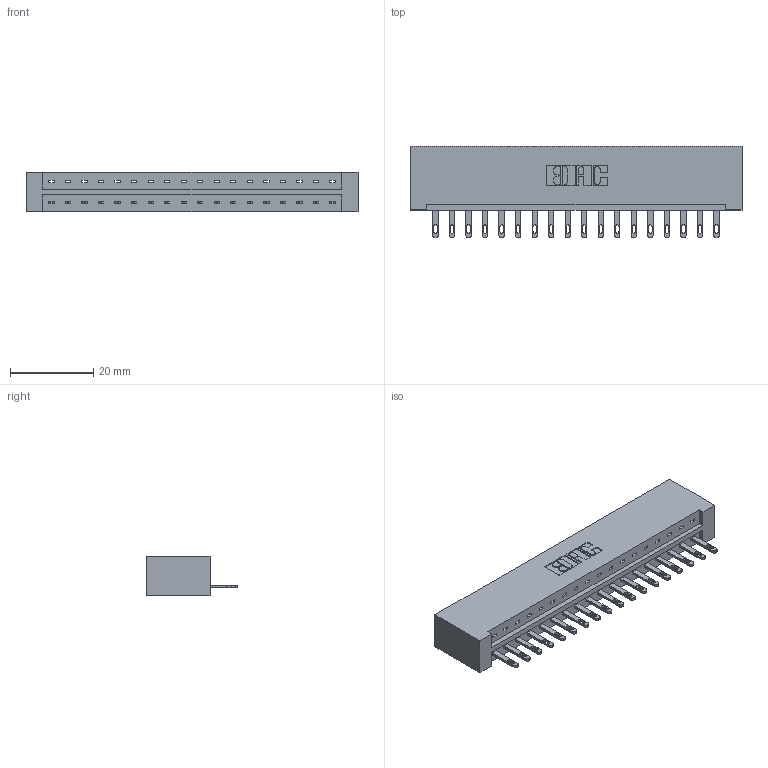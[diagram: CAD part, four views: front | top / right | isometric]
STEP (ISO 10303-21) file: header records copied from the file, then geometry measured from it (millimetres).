
FILE_DESCRIPTION (( 'STEP AP203' ), '1' );
FILE_NAME ('333-018-500-101.STEP', '2019-08-09T12:27:41', ( '' ), ( '' ), 'SwSTEP 2.0', 'SolidWorks 2016', '' );
FILE_SCHEMA (( 'CONFIG_CONTROL_DESIGN' ));
Length unit declared in the file: inch
Products named in the file (3): 333 Part_Lugless; 345-292-001_345-293-100; 333-018-500-101
Assembly tree (19 placements, depth 2):
  333-018-500-101
    333 Part_Lugless
    345-292-001_345-293-100  x18
Bounding box: 79.58 x 21.85 x 9.4 mm (x, y, z)
Volume: 8425.3 mm3; surface area: 8959.2 mm2
Topology: 19 solids, 19 shells, 1078 faces, 3311 edges, 2206 vertices
Faces by surface type: plane 714, cylinder 364
Entity records: 13761 total; most frequent: CARTESIAN_POINT 2384, ORIENTED_EDGE 2338, DIRECTION 2053, EDGE_CURVE 1169, VECTOR 1045, LINE 1045, VERTEX_POINT 778, AXIS2_PLACEMENT_3D 504
